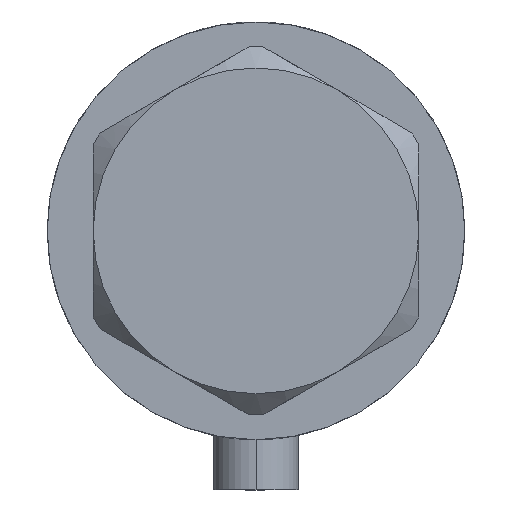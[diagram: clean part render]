
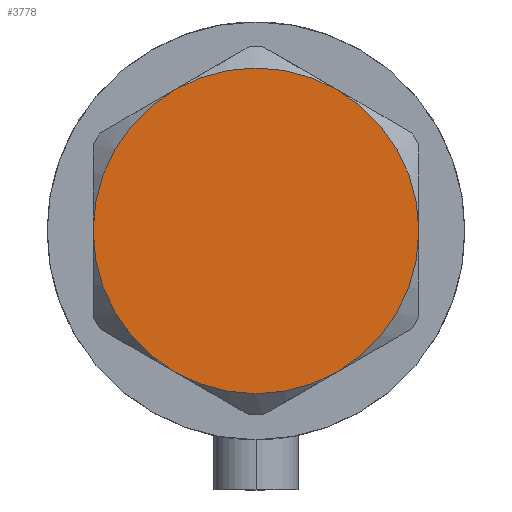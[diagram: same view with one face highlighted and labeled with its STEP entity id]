
A CAD part, left-side view. The second image highlights one B-rep face of the part: STEP entity #3778.
In plain terms, the highlighted face is planar.
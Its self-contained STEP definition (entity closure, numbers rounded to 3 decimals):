
#62 = VERTEX_POINT ( 'NONE', #1621 ) ;
#99 = DIRECTION ( 'NONE',  ( 1., 0., 0. ) ) ;
#102 = ORIENTED_EDGE ( 'NONE', *, *, #4333, .T. ) ;
#174 = DIRECTION ( 'NONE',  ( 1., 0., 0. ) ) ;
#440 = ORIENTED_EDGE ( 'NONE', *, *, #3286, .T. ) ;
#546 = PLANE ( 'NONE',  #3885 ) ;
#576 = VERTEX_POINT ( 'NONE', #2560 ) ;
#584 = CARTESIAN_POINT ( 'NONE',  ( 0., 0., 13. ) ) ;
#607 = VERTEX_POINT ( 'NONE', #2950 ) ;
#684 = CARTESIAN_POINT ( 'NONE',  ( 11.5, -19.919, 13. ) ) ;
#801 = EDGE_LOOP ( 'NONE', ( #4243, #1826, #440, #4350, #102, #4052 ) ) ;
#915 = DIRECTION ( 'NONE',  ( 0., 0., 1. ) ) ;
#955 = DIRECTION ( 'NONE',  ( 1., 0., 0. ) ) ;
#1067 = DIRECTION ( 'NONE',  ( 1., 0., 0. ) ) ;
#1076 = EDGE_CURVE ( 'NONE', #576, #4112, #3077, .T. ) ;
#1081 = CIRCLE ( 'NONE', #2094, 23. ) ;
#1153 = VERTEX_POINT ( 'NONE', #684 ) ;
#1370 = CIRCLE ( 'NONE', #3102, 23. ) ;
#1621 = CARTESIAN_POINT ( 'NONE',  ( -11.5, -19.919, 13. ) ) ;
#1800 = DIRECTION ( 'NONE',  ( 0., 0., 1. ) ) ;
#1826 = ORIENTED_EDGE ( 'NONE', *, *, #4353, .T. ) ;
#1903 = DIRECTION ( 'NONE',  ( 0., 0., 1. ) ) ;
#2039 = CARTESIAN_POINT ( 'NONE',  ( 0., 0., 13. ) ) ;
#2094 = AXIS2_PLACEMENT_3D ( 'NONE', #2902, #1903, #99 ) ;
#2147 = VERTEX_POINT ( 'NONE', #3367 ) ;
#2481 = CARTESIAN_POINT ( 'NONE',  ( 0., 0., 13. ) ) ;
#2560 = CARTESIAN_POINT ( 'NONE',  ( -11.5, 19.919, 13. ) ) ;
#2663 = DIRECTION ( 'NONE',  ( 1., 0., 0. ) ) ;
#2666 = CARTESIAN_POINT ( 'NONE',  ( 0., 0., 13. ) ) ;
#2731 = AXIS2_PLACEMENT_3D ( 'NONE', #2039, #3422, #2663 ) ;
#2863 = DIRECTION ( 'NONE',  ( 1., 0., 0. ) ) ;
#2881 = CIRCLE ( 'NONE', #4321, 23. ) ;
#2902 = CARTESIAN_POINT ( 'NONE',  ( 0., 0., 13. ) ) ;
#2950 = CARTESIAN_POINT ( 'NONE',  ( 11.5, 19.919, 13. ) ) ;
#3077 = CIRCLE ( 'NONE', #3653, 23. ) ;
#3094 = AXIS2_PLACEMENT_3D ( 'NONE', #3477, #3201, #2863 ) ;
#3102 = AXIS2_PLACEMENT_3D ( 'NONE', #584, #1800, #174 ) ;
#3201 = DIRECTION ( 'NONE',  ( 0., 0., 1. ) ) ;
#3245 = CIRCLE ( 'NONE', #3094, 23. ) ;
#3286 = EDGE_CURVE ( 'NONE', #607, #576, #3245, .T. ) ;
#3325 = CARTESIAN_POINT ( 'NONE',  ( 0., 0., 13. ) ) ;
#3367 = CARTESIAN_POINT ( 'NONE',  ( 23., 0., 13. ) ) ;
#3422 = DIRECTION ( 'NONE',  ( 0., 0., 1. ) ) ;
#3454 = EDGE_CURVE ( 'NONE', #1153, #2147, #2881, .T. ) ;
#3477 = CARTESIAN_POINT ( 'NONE',  ( 0., 0., 13. ) ) ;
#3617 = EDGE_CURVE ( 'NONE', #62, #1153, #1081, .T. ) ;
#3627 = FACE_OUTER_BOUND ( 'NONE', #801, .T. ) ;
#3653 = AXIS2_PLACEMENT_3D ( 'NONE', #2666, #4040, #955 ) ;
#3778 = ADVANCED_FACE ( 'NONE', ( #3627 ), #546, .T. ) ;
#3793 = DIRECTION ( 'NONE',  ( 0., 0., 1. ) ) ;
#3885 = AXIS2_PLACEMENT_3D ( 'NONE', #3325, #915, #4367 ) ;
#4040 = DIRECTION ( 'NONE',  ( 0., 0., 1. ) ) ;
#4052 = ORIENTED_EDGE ( 'NONE', *, *, #3617, .T. ) ;
#4112 = VERTEX_POINT ( 'NONE', #4316 ) ;
#4243 = ORIENTED_EDGE ( 'NONE', *, *, #3454, .T. ) ;
#4316 = CARTESIAN_POINT ( 'NONE',  ( -23., 0., 13. ) ) ;
#4321 = AXIS2_PLACEMENT_3D ( 'NONE', #2481, #3793, #1067 ) ;
#4329 = CIRCLE ( 'NONE', #2731, 23. ) ;
#4333 = EDGE_CURVE ( 'NONE', #4112, #62, #1370, .T. ) ;
#4350 = ORIENTED_EDGE ( 'NONE', *, *, #1076, .T. ) ;
#4353 = EDGE_CURVE ( 'NONE', #2147, #607, #4329, .T. ) ;
#4367 = DIRECTION ( 'NONE',  ( 1., 0., 0. ) ) ;
